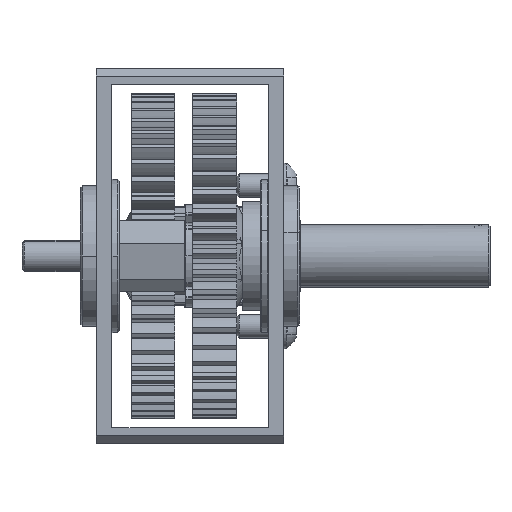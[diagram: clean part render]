
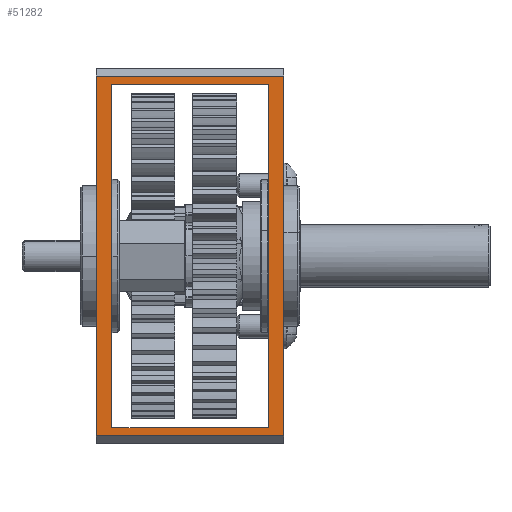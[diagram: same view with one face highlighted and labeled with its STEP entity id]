
A CAD part, left-side view. The second image highlights one B-rep face of the part: STEP entity #51282.
In plain terms, the highlighted planar face has unit normal (-1, 0, 0).
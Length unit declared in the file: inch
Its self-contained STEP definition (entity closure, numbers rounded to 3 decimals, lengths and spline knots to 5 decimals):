
#1508 = DIRECTION ( 'NONE',  ( -1., 0., 0. ) ) ;
#1580 = CARTESIAN_POINT ( 'NONE',  ( 0., -0.75, 1.5 ) ) ;
#1831 = PLANE ( 'NONE',  #45445 ) ;
#1849 = DIRECTION ( 'NONE',  ( 0., -1., 0. ) ) ;
#5886 = CARTESIAN_POINT ( 'NONE',  ( 0., -0.75, -1.44 ) ) ;
#6315 = DIRECTION ( 'NONE',  ( 0., 1., 0. ) ) ;
#6999 = DIRECTION ( 'NONE',  ( 0., -1., 0. ) ) ;
#7737 = EDGE_LOOP ( 'NONE', ( #33430, #33746, #33589, #33906 ) ) ;
#7984 = EDGE_LOOP ( 'NONE', ( #33825, #33778, #33928, #33438 ) ) ;
#10229 = EDGE_CURVE ( 'NONE', #18583, #18392, #15730, .T. ) ;
#10335 = EDGE_CURVE ( 'NONE', #17822, #18100, #15892, .T. ) ;
#14746 = LINE ( 'NONE', #44931, #14749 ) ;
#14749 = VECTOR ( 'NONE', #43615, 39.37008 ) ;
#15730 = LINE ( 'NONE', #39150, #15864 ) ;
#15864 = VECTOR ( 'NONE', #38788, 39.37008 ) ;
#15887 = VECTOR ( 'NONE', #41274, 39.37008 ) ;
#15892 = LINE ( 'NONE', #41488, #15887 ) ;
#17076 = VERTEX_POINT ( 'NONE', #31602 ) ;
#17614 = VERTEX_POINT ( 'NONE', #38358 ) ;
#17822 = VERTEX_POINT ( 'NONE', #38211 ) ;
#18100 = VERTEX_POINT ( 'NONE', #37979 ) ;
#18348 = VERTEX_POINT ( 'NONE', #38041 ) ;
#18392 = VERTEX_POINT ( 'NONE', #38294 ) ;
#18583 = VERTEX_POINT ( 'NONE', #37044 ) ;
#18716 = VERTEX_POINT ( 'NONE', #37534 ) ;
#26496 = DIRECTION ( 'NONE',  ( 0., 0., 1. ) ) ;
#27438 = CARTESIAN_POINT ( 'NONE',  ( 0., -0.625, -1.375 ) ) ;
#27610 = EDGE_CURVE ( 'NONE', #18716, #18348, #48589, .T. ) ;
#27862 = EDGE_CURVE ( 'NONE', #18100, #18716, #48816, .T. ) ;
#27863 = EDGE_CURVE ( 'NONE', #18348, #17822, #48826, .T. ) ;
#28672 = EDGE_CURVE ( 'NONE', #18392, #17614, #50033, .T. ) ;
#28747 = EDGE_CURVE ( 'NONE', #17076, #18583, #14746, .T. ) ;
#31602 = CARTESIAN_POINT ( 'NONE',  ( 0., -0.625, 1.375 ) ) ;
#33430 = ORIENTED_EDGE ( 'NONE', *, *, #28672, .F. ) ;
#33438 = ORIENTED_EDGE ( 'NONE', *, *, #27862, .T. ) ;
#33589 = ORIENTED_EDGE ( 'NONE', *, *, #28747, .F. ) ;
#33746 = ORIENTED_EDGE ( 'NONE', *, *, #10229, .F. ) ;
#33778 = ORIENTED_EDGE ( 'NONE', *, *, #27863, .T. ) ;
#33825 = ORIENTED_EDGE ( 'NONE', *, *, #27610, .T. ) ;
#33906 = ORIENTED_EDGE ( 'NONE', *, *, #34587, .F. ) ;
#33928 = ORIENTED_EDGE ( 'NONE', *, *, #10335, .T. ) ;
#34587 = EDGE_CURVE ( 'NONE', #17614, #17076, #45593, .T. ) ;
#35214 = CARTESIAN_POINT ( 'NONE',  ( 0., -0.75, 1.44 ) ) ;
#35269 = DIRECTION ( 'NONE',  ( 0., 0., -1. ) ) ;
#35635 = CARTESIAN_POINT ( 'NONE',  ( 0., 0.75, 1.5 ) ) ;
#37044 = CARTESIAN_POINT ( 'NONE',  ( 0., 0.625, 1.375 ) ) ;
#37534 = CARTESIAN_POINT ( 'NONE',  ( 0., 0.75, 1.44 ) ) ;
#37979 = CARTESIAN_POINT ( 'NONE',  ( 0., -0.75, 1.44 ) ) ;
#38041 = CARTESIAN_POINT ( 'NONE',  ( 0., 0.75, -1.44 ) ) ;
#38211 = CARTESIAN_POINT ( 'NONE',  ( 0., -0.75, -1.44 ) ) ;
#38294 = CARTESIAN_POINT ( 'NONE',  ( 0., 0.625, -1.375 ) ) ;
#38358 = CARTESIAN_POINT ( 'NONE',  ( 0., -0.625, -1.375 ) ) ;
#38788 = DIRECTION ( 'NONE',  ( 0., 0., -1. ) ) ;
#39150 = CARTESIAN_POINT ( 'NONE',  ( 0., 0.625, 1.375 ) ) ;
#41274 = DIRECTION ( 'NONE',  ( 0., 0., 1. ) ) ;
#41488 = CARTESIAN_POINT ( 'NONE',  ( 0., -0.75, -1.5 ) ) ;
#43615 = DIRECTION ( 'NONE',  ( 0., 1., 0. ) ) ;
#44073 = DIRECTION ( 'NONE',  ( 0., -1., 0. ) ) ;
#44833 = CARTESIAN_POINT ( 'NONE',  ( 0., 0.625, -1.375 ) ) ;
#44931 = CARTESIAN_POINT ( 'NONE',  ( 0., -0.625, 1.375 ) ) ;
#45445 = AXIS2_PLACEMENT_3D ( 'NONE', #1580, #1508, #1849 ) ;
#45593 = LINE ( 'NONE', #27438, #45595 ) ;
#45595 = VECTOR ( 'NONE', #26496, 39.37008 ) ;
#47655 = FACE_BOUND ( 'NONE', #7737, .T. ) ;
#47663 = FACE_OUTER_BOUND ( 'NONE', #7984, .T. ) ;
#48589 = LINE ( 'NONE', #35635, #48595 ) ;
#48595 = VECTOR ( 'NONE', #35269, 39.37008 ) ;
#48816 = LINE ( 'NONE', #35214, #48824 ) ;
#48824 = VECTOR ( 'NONE', #6315, 39.37008 ) ;
#48826 = LINE ( 'NONE', #5886, #48827 ) ;
#48827 = VECTOR ( 'NONE', #6999, 39.37008 ) ;
#50027 = VECTOR ( 'NONE', #44073, 39.37008 ) ;
#50033 = LINE ( 'NONE', #44833, #50027 ) ;
#51282 = ADVANCED_FACE ( 'NONE', ( #47655, #47663 ), #1831, .T. ) ;
